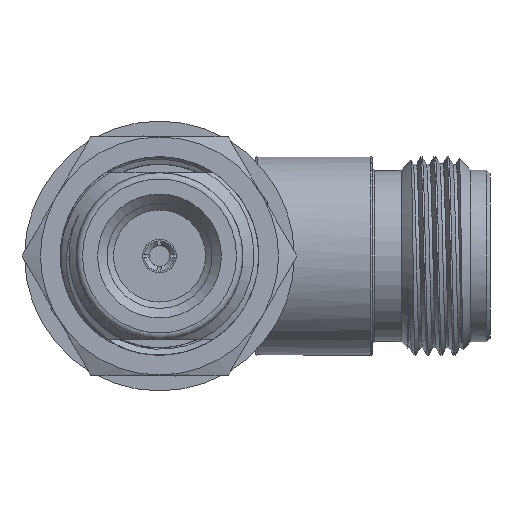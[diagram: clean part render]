
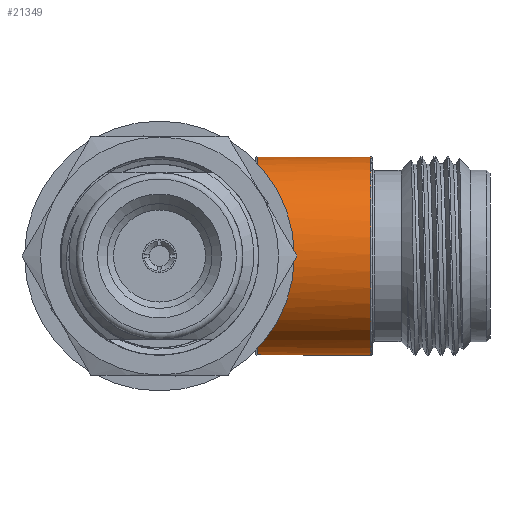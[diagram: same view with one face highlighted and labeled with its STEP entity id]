
A CAD part, left-side view. The second image highlights one B-rep face of the part: STEP entity #21349.
In plain terms, the highlighted cylindrical face has radius 7.938 mm (diameter 15.875 mm), a full revolution.
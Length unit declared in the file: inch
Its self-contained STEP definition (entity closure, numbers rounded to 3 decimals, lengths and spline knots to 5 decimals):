
#1753 = AXIS2_PLACEMENT_3D ( 'NONE', #76380, #81077, #42527 ) ;
#3856 = EDGE_CURVE ( 'NONE', #26961, #13865, #55797, .T. ) ;
#4165 = DIRECTION ( 'NONE',  ( 0., -1., 0. ) ) ;
#4210 = DIRECTION ( 'NONE',  ( 0., 0., -1. ) ) ;
#6467 = AXIS2_PLACEMENT_3D ( 'NONE', #40030, #52734, #80231 ) ;
#8370 = AXIS2_PLACEMENT_3D ( 'NONE', #21257, #47051, #47468 ) ;
#9189 = CIRCLE ( 'NONE', #6467, 0.3125 ) ;
#10160 = AXIS2_PLACEMENT_3D ( 'NONE', #80222, #78555, #21816 ) ;
#12110 = FACE_OUTER_BOUND ( 'NONE', #14799, .T. ) ;
#13865 = VERTEX_POINT ( 'NONE', #67095 ) ;
#14799 = EDGE_LOOP ( 'NONE', ( #74140, #41485, #81558, #45900, #48404, #67443, #73274, #34905 ) ) ;
#14960 = VERTEX_POINT ( 'NONE', #63418 ) ;
#21257 = CARTESIAN_POINT ( 'NONE',  ( 1.716, -0.3075, 0. ) ) ;
#21349 = ADVANCED_FACE ( 'NONE', ( #76405, #12110 ), #37892, .T. ) ;
#21816 = DIRECTION ( 'NONE',  ( 0., 0., -1. ) ) ;
#23816 = CARTESIAN_POINT ( 'NONE',  ( 1.54767, -0.3075, -0.26329 ) ) ;
#23969 = CARTESIAN_POINT ( 'NONE',  ( 1.716, -0.666, 0.3125 ) ) ;
#25010 = CIRCLE ( 'NONE', #10160, 0.3125 ) ;
#25101 = VERTEX_POINT ( 'NONE', #38775 ) ;
#25225 = VERTEX_POINT ( 'NONE', #23969 ) ;
#25617 = CARTESIAN_POINT ( 'NONE',  ( 1.716, -0.221, 0. ) ) ;
#26961 = VERTEX_POINT ( 'NONE', #66975 ) ;
#29948 = AXIS2_PLACEMENT_3D ( 'NONE', #25617, #83192, #51419 ) ;
#30215 = EDGE_CURVE ( 'NONE', #14960, #26961, #25010, .T. ) ;
#33152 = ORIENTED_EDGE ( 'NONE', *, *, #47142, .T. ) ;
#34083 = CIRCLE ( 'NONE', #44890, 0.3125 ) ;
#34896 = AXIS2_PLACEMENT_3D ( 'NONE', #48649, #74456, #4210 ) ;
#34905 = ORIENTED_EDGE ( 'NONE', *, *, #64730, .T. ) ;
#36321 = DIRECTION ( 'NONE',  ( 0., 0., -1. ) ) ;
#37892 = CYLINDRICAL_SURFACE ( 'NONE', #29948, 0.3125 ) ;
#38536 = EDGE_CURVE ( 'NONE', #75143, #43432, #34083, .T. ) ;
#38775 = CARTESIAN_POINT ( 'NONE',  ( 1.45271, -0.3075, 0.16833 ) ) ;
#39393 = CARTESIAN_POINT ( 'NONE',  ( 1.716, -0.666, 0. ) ) ;
#40030 = CARTESIAN_POINT ( 'NONE',  ( 1.716, -0.3075, 0. ) ) ;
#41485 = ORIENTED_EDGE ( 'NONE', *, *, #3856, .T. ) ;
#42235 = CARTESIAN_POINT ( 'NONE',  ( 1.716, -0.3075, 0. ) ) ;
#42527 = DIRECTION ( 'NONE',  ( 0., 0., -1. ) ) ;
#43432 = VERTEX_POINT ( 'NONE', #59757 ) ;
#43527 = EDGE_CURVE ( 'NONE', #13865, #75143, #61086, .T. ) ;
#44125 = VERTEX_POINT ( 'NONE', #69017 ) ;
#44862 = AXIS2_PLACEMENT_3D ( 'NONE', #39393, #78753, #46569 ) ;
#44890 = AXIS2_PLACEMENT_3D ( 'NONE', #42235, #4165, #36321 ) ;
#45900 = ORIENTED_EDGE ( 'NONE', *, *, #38536, .T. ) ;
#46413 = DIRECTION ( 'NONE',  ( 0., -1., 0. ) ) ;
#46569 = DIRECTION ( 'NONE',  ( 0., 0., 1. ) ) ;
#47051 = DIRECTION ( 'NONE',  ( 0., -1., 0. ) ) ;
#47142 = EDGE_CURVE ( 'NONE', #25225, #25225, #82765, .T. ) ;
#47468 = DIRECTION ( 'NONE',  ( 0., 0., -1. ) ) ;
#48404 = ORIENTED_EDGE ( 'NONE', *, *, #68674, .T. ) ;
#48649 = CARTESIAN_POINT ( 'NONE',  ( 1.716, -0.3075, 0. ) ) ;
#51419 = DIRECTION ( 'NONE',  ( 1., 0., 0. ) ) ;
#51961 = CARTESIAN_POINT ( 'NONE',  ( 1.88433, -0.3075, 0.26329 ) ) ;
#52734 = DIRECTION ( 'NONE',  ( 0., -1., 0. ) ) ;
#55797 = CIRCLE ( 'NONE', #1753, 0.3125 ) ;
#56452 = AXIS2_PLACEMENT_3D ( 'NONE', #62003, #82333, #56488 ) ;
#56488 = DIRECTION ( 'NONE',  ( 0., 0., -1. ) ) ;
#59525 = CARTESIAN_POINT ( 'NONE',  ( 1.716, -0.3075, 0. ) ) ;
#59757 = CARTESIAN_POINT ( 'NONE',  ( 1.54767, -0.3075, 0.26329 ) ) ;
#61086 = CIRCLE ( 'NONE', #8370, 0.3125 ) ;
#62003 = CARTESIAN_POINT ( 'NONE',  ( 1.716, -0.3075, 0. ) ) ;
#63418 = CARTESIAN_POINT ( 'NONE',  ( 1.88433, -0.3075, -0.26329 ) ) ;
#64613 = AXIS2_PLACEMENT_3D ( 'NONE', #59525, #46413, #78597 ) ;
#64730 = EDGE_CURVE ( 'NONE', #65286, #14960, #9189, .T. ) ;
#65286 = VERTEX_POINT ( 'NONE', #23816 ) ;
#66975 = CARTESIAN_POINT ( 'NONE',  ( 1.97929, -0.3075, -0.16833 ) ) ;
#67095 = CARTESIAN_POINT ( 'NONE',  ( 1.97929, -0.3075, 0.16833 ) ) ;
#67443 = ORIENTED_EDGE ( 'NONE', *, *, #67859, .T. ) ;
#67859 = EDGE_CURVE ( 'NONE', #25101, #44125, #69989, .T. ) ;
#68674 = EDGE_CURVE ( 'NONE', #43432, #25101, #71379, .T. ) ;
#69017 = CARTESIAN_POINT ( 'NONE',  ( 1.45271, -0.3075, -0.16833 ) ) ;
#69989 = CIRCLE ( 'NONE', #64613, 0.3125 ) ;
#71379 = CIRCLE ( 'NONE', #34896, 0.3125 ) ;
#73274 = ORIENTED_EDGE ( 'NONE', *, *, #81349, .T. ) ;
#74140 = ORIENTED_EDGE ( 'NONE', *, *, #30215, .T. ) ;
#74456 = DIRECTION ( 'NONE',  ( 0., -1., 0. ) ) ;
#75143 = VERTEX_POINT ( 'NONE', #51961 ) ;
#75884 = EDGE_LOOP ( 'NONE', ( #33152 ) ) ;
#76380 = CARTESIAN_POINT ( 'NONE',  ( 1.716, -0.3075, 0. ) ) ;
#76405 = FACE_OUTER_BOUND ( 'NONE', #75884, .T. ) ;
#78555 = DIRECTION ( 'NONE',  ( 0., -1., 0. ) ) ;
#78597 = DIRECTION ( 'NONE',  ( 0., 0., -1. ) ) ;
#78753 = DIRECTION ( 'NONE',  ( 0., 1., 0. ) ) ;
#80222 = CARTESIAN_POINT ( 'NONE',  ( 1.716, -0.3075, 0. ) ) ;
#80231 = DIRECTION ( 'NONE',  ( 0., 0., -1. ) ) ;
#81077 = DIRECTION ( 'NONE',  ( 0., -1., 0. ) ) ;
#81349 = EDGE_CURVE ( 'NONE', #44125, #65286, #83496, .T. ) ;
#81558 = ORIENTED_EDGE ( 'NONE', *, *, #43527, .T. ) ;
#82333 = DIRECTION ( 'NONE',  ( 0., -1., 0. ) ) ;
#82765 = CIRCLE ( 'NONE', #44862, 0.3125 ) ;
#83192 = DIRECTION ( 'NONE',  ( 0., -1., 0. ) ) ;
#83496 = CIRCLE ( 'NONE', #56452, 0.3125 ) ;
